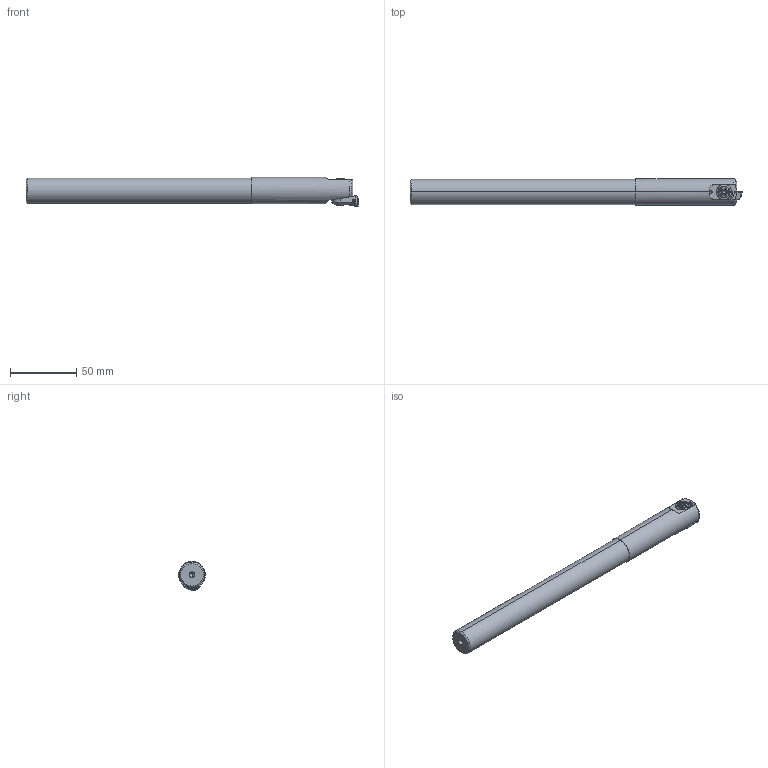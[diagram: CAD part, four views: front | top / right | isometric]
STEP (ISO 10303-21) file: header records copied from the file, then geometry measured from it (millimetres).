
FILE_DESCRIPTION (( 'STEP AP214' ), '1' );
FILE_NAME ('U19.F20.024.250.STEP', '2024-08-20T10:29:13', ( '' ), ( '' ), 'SwSTEP 2.0', 'SolidWorks 2022', '' );
FILE_SCHEMA (( 'AUTOMOTIVE_DESIGN' ));
Length unit declared in the file: millimetre
Products named in the file (19): F20-WCA.001.005_E_fertigbearbeitet; CCMT060204; HP1-F20.K10.080_A; F20-BG4.001.000_mit Aufsatz; F20-ER1.101.006_A; ISO 8744-1.5x5; F20-BG3.003.005_A; F20-WCA.001.005; ISO 4026 - M4 x 3; F20-BG3.002.011_A; U19.F20.024.250; WCA-ER2.001.006_A; U19-HP1.001.170_A; F20-BG1.001.011_A; F20-BG2.001.000_B; DIN 3771 - 9x1; F20
Assembly tree (18 placements, depth 3):
  U19.F20.024.250
    U19-HP1.001.170_A
    HP1-F20.K10.080_A
    F20
      F20-BG3.002.011_A
      F20-BG3.003.005_A
      F20-BG1.001.011_A
      F20-BG2.001.000_B
      F20-BG4.001.000_mit Aufsatz
      DIN 3771 - 9x1
      ISO 8744-1.5x5
      ISO 4026 - M4 x 3
      ISO 8744-1.5x5
      ISO 8744-1.5x5
    F20-WCA.001.005
      F20-WCA.001.005_E_fertigbearbeitet
      CCMT060204
      WCA-ER2.001.006_A
    F20-ER1.101.006_A
Bounding box: 250 x 20 x 21.95 mm (x, y, z)
Volume: 68411.5 mm3; surface area: 23478.7 mm2
Topology: 16 solids, 16 shells, 778 faces, 2040 edges, 1298 vertices
Faces by surface type: plane 340, cone 178, cylinder 152, bspline 48, torus 42, sphere 18
Entity records: 31448 total; most frequent: CARTESIAN_POINT 8442, ORIENTED_EDGE 4048, DIRECTION 3508, EDGE_CURVE 2024, AXIS2_PLACEMENT_3D 1367, VERTEX_POINT 1298, EDGE_LOOP 828, FACE_OUTER_BOUND 778
